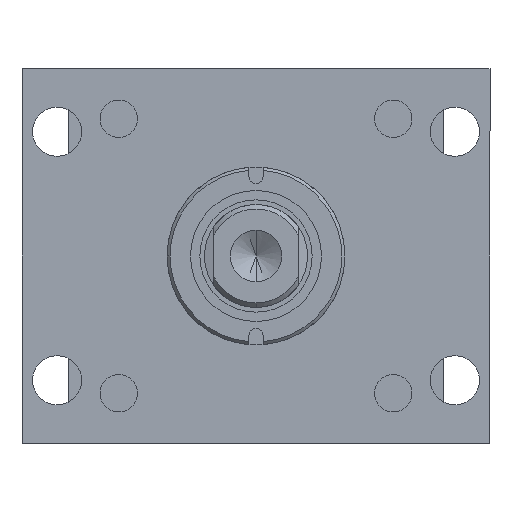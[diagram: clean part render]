
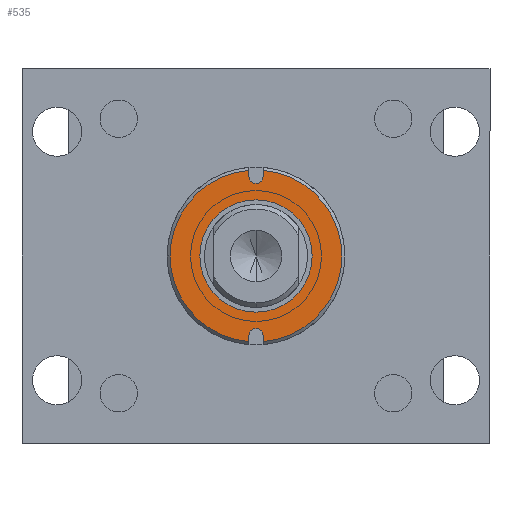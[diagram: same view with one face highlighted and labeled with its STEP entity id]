
A CAD part, left-side view. The second image highlights one B-rep face of the part: STEP entity #535.
In plain terms, the highlighted planar face has unit normal (-1, 0, 0).
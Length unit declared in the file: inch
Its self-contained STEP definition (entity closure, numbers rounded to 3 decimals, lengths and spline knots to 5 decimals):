
#99 = CARTESIAN_POINT ( 'NONE',  ( 9.17484, 15.23865, 0.094 ) ) ;
#208 = CIRCLE ( 'NONE', #6818, 1.1475 ) ;
#224 = CARTESIAN_POINT ( 'NONE',  ( 9.17484, 17.4443, 0.094 ) ) ;
#252 = DIRECTION ( 'NONE',  ( 0., 0., -1. ) ) ;
#290 = AXIS2_PLACEMENT_3D ( 'NONE', #5445, #1965, #6512 ) ;
#294 = CARTESIAN_POINT ( 'NONE',  ( 9.17484, 17.5298, -0.094 ) ) ;
#535 = ADVANCED_FACE ( 'NONE', ( #3811, #4810 ), #951, .F. ) ;
#557 = EDGE_CURVE ( 'NONE', #5836, #2182, #5653, .T. ) ;
#695 = VERTEX_POINT ( 'NONE', #224 ) ;
#753 = DIRECTION ( 'NONE',  ( -1., 0., 0. ) ) ;
#760 = CARTESIAN_POINT ( 'NONE',  ( 9.17484, 17.5298, 0.094 ) ) ;
#848 = EDGE_CURVE ( 'NONE', #4739, #871, #3570, .T. ) ;
#871 = VERTEX_POINT ( 'NONE', #6160 ) ;
#951 = PLANE ( 'NONE',  #290 ) ;
#1005 = ORIENTED_EDGE ( 'NONE', *, *, #3485, .T. ) ;
#1017 = LINE ( 'NONE', #5505, #5136 ) ;
#1156 = EDGE_CURVE ( 'NONE', #4610, #4739, #3795, .T. ) ;
#1321 = VECTOR ( 'NONE', #4795, 39.37008 ) ;
#1539 = LINE ( 'NONE', #6059, #3373 ) ;
#1550 = CARTESIAN_POINT ( 'NONE',  ( 9.17484, 16.3823, 0.75 ) ) ;
#1577 = CARTESIAN_POINT ( 'NONE',  ( 9.17484, 16.3823, 0. ) ) ;
#1600 = VECTOR ( 'NONE', #5282, 39.37008 ) ;
#1713 = CARTESIAN_POINT ( 'NONE',  ( 9.17484, 15.23865, -0.094 ) ) ;
#1766 = ORIENTED_EDGE ( 'NONE', *, *, #7607, .F. ) ;
#1816 = ORIENTED_EDGE ( 'NONE', *, *, #7408, .T. ) ;
#1965 = DIRECTION ( 'NONE',  ( 1., 0., 0. ) ) ;
#2028 = DIRECTION ( 'NONE',  ( 0., -1., 0. ) ) ;
#2097 = CARTESIAN_POINT ( 'NONE',  ( 9.17484, 16.3823, 0. ) ) ;
#2110 = AXIS2_PLACEMENT_3D ( 'NONE', #2540, #7110, #3598 ) ;
#2182 = VERTEX_POINT ( 'NONE', #1550 ) ;
#2283 = CARTESIAN_POINT ( 'NONE',  ( 9.17484, 16.3823, -1.1475 ) ) ;
#2464 = EDGE_CURVE ( 'NONE', #2521, #695, #1017, .T. ) ;
#2491 = EDGE_CURVE ( 'NONE', #7146, #2521, #4526, .T. ) ;
#2521 = VERTEX_POINT ( 'NONE', #2684 ) ;
#2540 = CARTESIAN_POINT ( 'NONE',  ( 9.17484, 15.3203, 0. ) ) ;
#2564 = DIRECTION ( 'NONE',  ( 0., -1., 0. ) ) ;
#2606 = DIRECTION ( 'NONE',  ( 0., 0., 1. ) ) ;
#2633 = CARTESIAN_POINT ( 'NONE',  ( 9.17484, 16.3823, -0.75 ) ) ;
#2657 = DIRECTION ( 'NONE',  ( 0., 0., 1. ) ) ;
#2684 = CARTESIAN_POINT ( 'NONE',  ( 9.17484, 17.52594, 0.094 ) ) ;
#2791 = ORIENTED_EDGE ( 'NONE', *, *, #6152, .F. ) ;
#2923 = DIRECTION ( 'NONE',  ( -1., 0., 0. ) ) ;
#3003 = DIRECTION ( 'NONE',  ( -1., 0., 0. ) ) ;
#3120 = AXIS2_PLACEMENT_3D ( 'NONE', #4253, #753, #5272 ) ;
#3161 = DIRECTION ( 'NONE',  ( 0., 0., 1. ) ) ;
#3373 = VECTOR ( 'NONE', #2564, 39.37008 ) ;
#3485 = EDGE_CURVE ( 'NONE', #7272, #3806, #208, .T. ) ;
#3570 = CIRCLE ( 'NONE', #2110, 0.094 ) ;
#3598 = DIRECTION ( 'NONE',  ( 0., 0., -1. ) ) ;
#3754 = ORIENTED_EDGE ( 'NONE', *, *, #7367, .F. ) ;
#3757 = DIRECTION ( 'NONE',  ( 1., 0., 0. ) ) ;
#3795 = LINE ( 'NONE', #294, #1321 ) ;
#3806 = VERTEX_POINT ( 'NONE', #2283 ) ;
#3811 = FACE_BOUND ( 'NONE', #7370, .T. ) ;
#3844 = EDGE_LOOP ( 'NONE', ( #1005, #5566, #5545, #6282, #3754, #3928, #5047, #1816, #1766 ) ) ;
#3847 = ORIENTED_EDGE ( 'NONE', *, *, #557, .F. ) ;
#3928 = ORIENTED_EDGE ( 'NONE', *, *, #2491, .T. ) ;
#3984 = CARTESIAN_POINT ( 'NONE',  ( 9.17484, 17.4443, -0.094 ) ) ;
#3998 = CARTESIAN_POINT ( 'NONE',  ( 9.17484, 17.52594, -0.094 ) ) ;
#4253 = CARTESIAN_POINT ( 'NONE',  ( 9.17484, 16.3823, 0. ) ) ;
#4258 = AXIS2_PLACEMENT_3D ( 'NONE', #2097, #6656, #3161 ) ;
#4265 = LINE ( 'NONE', #760, #1600 ) ;
#4526 = CIRCLE ( 'NONE', #3120, 1.1475 ) ;
#4575 = AXIS2_PLACEMENT_3D ( 'NONE', #6491, #3003, #7561 ) ;
#4610 = VERTEX_POINT ( 'NONE', #1713 ) ;
#4739 = VERTEX_POINT ( 'NONE', #6378 ) ;
#4795 = DIRECTION ( 'NONE',  ( 0., 1., 0. ) ) ;
#4810 = FACE_OUTER_BOUND ( 'NONE', #3844, .T. ) ;
#5047 = ORIENTED_EDGE ( 'NONE', *, *, #2464, .T. ) ;
#5136 = VECTOR ( 'NONE', #2028, 39.37008 ) ;
#5156 = EDGE_CURVE ( 'NONE', #3806, #4610, #8007, .T. ) ;
#5270 = AXIS2_PLACEMENT_3D ( 'NONE', #7261, #3757, #252 ) ;
#5272 = DIRECTION ( 'NONE',  ( 0., 0., 1. ) ) ;
#5282 = DIRECTION ( 'NONE',  ( 0., 1., 0. ) ) ;
#5445 = CARTESIAN_POINT ( 'NONE',  ( 9.17484, 17.5298, 0. ) ) ;
#5505 = CARTESIAN_POINT ( 'NONE',  ( 9.17484, 17.5298, 0.094 ) ) ;
#5545 = ORIENTED_EDGE ( 'NONE', *, *, #1156, .T. ) ;
#5566 = ORIENTED_EDGE ( 'NONE', *, *, #5156, .T. ) ;
#5653 = CIRCLE ( 'NONE', #4258, 0.75 ) ;
#5836 = VERTEX_POINT ( 'NONE', #2633 ) ;
#6004 = CIRCLE ( 'NONE', #4575, 0.75 ) ;
#6059 = CARTESIAN_POINT ( 'NONE',  ( 9.17484, 17.5298, -0.094 ) ) ;
#6099 = DIRECTION ( 'NONE',  ( -1., 0., 0. ) ) ;
#6152 = EDGE_CURVE ( 'NONE', #2182, #5836, #6004, .T. ) ;
#6160 = CARTESIAN_POINT ( 'NONE',  ( 9.17484, 15.3203, 0.094 ) ) ;
#6282 = ORIENTED_EDGE ( 'NONE', *, *, #848, .T. ) ;
#6378 = CARTESIAN_POINT ( 'NONE',  ( 9.17484, 15.3203, -0.094 ) ) ;
#6491 = CARTESIAN_POINT ( 'NONE',  ( 9.17484, 16.3823, 0. ) ) ;
#6512 = DIRECTION ( 'NONE',  ( 0., 0., -1. ) ) ;
#6540 = AXIS2_PLACEMENT_3D ( 'NONE', #1577, #6099, #2606 ) ;
#6656 = DIRECTION ( 'NONE',  ( -1., 0., 0. ) ) ;
#6726 = CIRCLE ( 'NONE', #5270, 0.094 ) ;
#6818 = AXIS2_PLACEMENT_3D ( 'NONE', #7093, #2923, #2657 ) ;
#7093 = CARTESIAN_POINT ( 'NONE',  ( 9.17484, 16.3823, 0. ) ) ;
#7105 = VERTEX_POINT ( 'NONE', #3984 ) ;
#7110 = DIRECTION ( 'NONE',  ( 1., 0., 0. ) ) ;
#7146 = VERTEX_POINT ( 'NONE', #99 ) ;
#7261 = CARTESIAN_POINT ( 'NONE',  ( 9.17484, 17.4443, 0. ) ) ;
#7272 = VERTEX_POINT ( 'NONE', #3998 ) ;
#7367 = EDGE_CURVE ( 'NONE', #7146, #871, #4265, .T. ) ;
#7370 = EDGE_LOOP ( 'NONE', ( #2791, #3847 ) ) ;
#7408 = EDGE_CURVE ( 'NONE', #695, #7105, #6726, .T. ) ;
#7561 = DIRECTION ( 'NONE',  ( 0., 0., 1. ) ) ;
#7607 = EDGE_CURVE ( 'NONE', #7272, #7105, #1539, .T. ) ;
#8007 = CIRCLE ( 'NONE', #6540, 1.1475 ) ;
